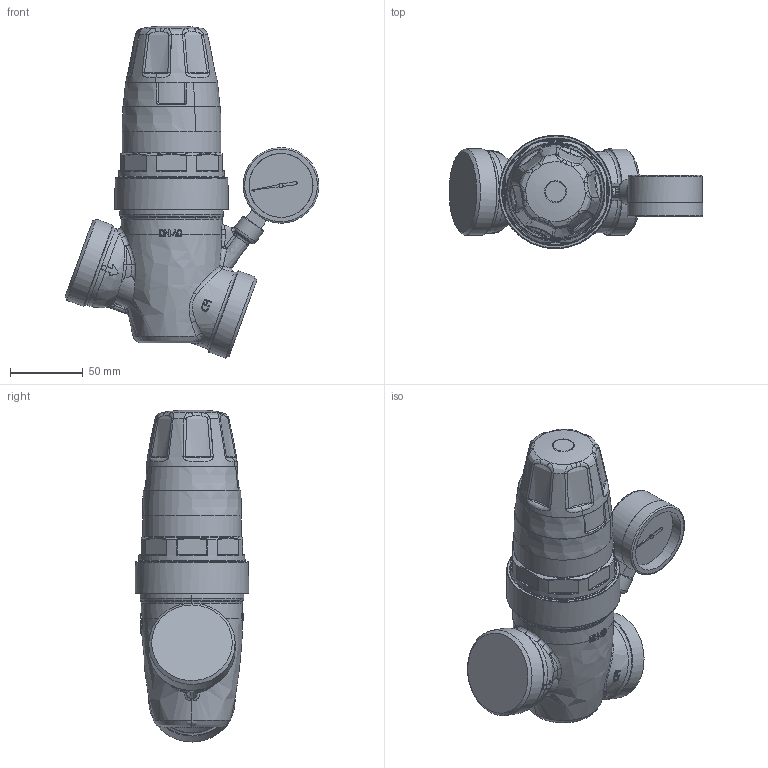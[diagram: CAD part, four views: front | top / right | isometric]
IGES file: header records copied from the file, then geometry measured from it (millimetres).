
Global section: file name: NA535881HA_Simplify_1; native system: Autodesk Inventor 2025; preprocessor: unknown; author: ischreiner; date: 20250819.113650; units: inch
Bounding box: 174.5 x 78.03 x 228.39 mm (x, y, z)
Volume: 930723.4 mm3; surface area: 75303.8 mm2
Topology: 2 solids, 2 shells, 753 faces, 2116 edges, 1382 vertices
Faces by surface type: bspline 753
